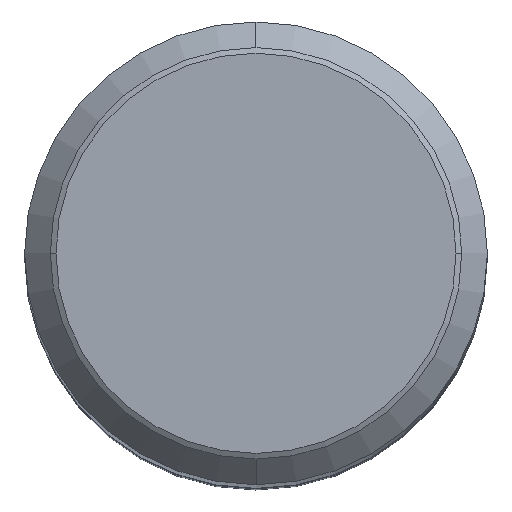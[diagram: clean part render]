
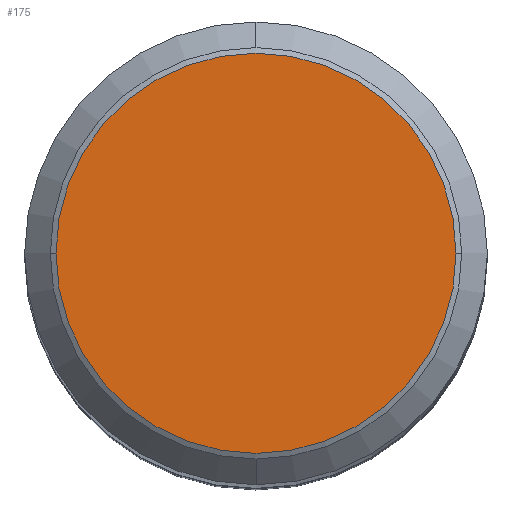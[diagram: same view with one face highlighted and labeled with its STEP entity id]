
A CAD part, top view. The second image highlights one B-rep face of the part: STEP entity #175.
In plain terms, the highlighted planar face has unit normal (0, 0, 1).
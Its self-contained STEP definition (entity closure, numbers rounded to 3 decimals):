
#175=ADVANCED_FACE('',(#373),#374,.T.);
#181=EDGE_CURVE('',#199,#219,#381,.T.);
#189=EDGE_CURVE('',#219,#199,#390,.T.);
#199=VERTEX_POINT('',#402);
#219=VERTEX_POINT('',#423);
#373=FACE_OUTER_BOUND('',#593,.T.);
#374=PLANE('',#594);
#381=CIRCLE('',#602,10.376);
#390=CIRCLE('',#615,10.376);
#402=CARTESIAN_POINT('',(10.376,0.,126.5));
#423=CARTESIAN_POINT('',(-10.376,0.,126.5));
#593=EDGE_LOOP('',(#862,#863));
#594=AXIS2_PLACEMENT_3D('',#864,#865,#866);
#602=AXIS2_PLACEMENT_3D('',#875,#876,#877);
#615=AXIS2_PLACEMENT_3D('',#888,#889,#890);
#862=ORIENTED_EDGE('',*,*,#189,.T.);
#863=ORIENTED_EDGE('',*,*,#181,.T.);
#864=CARTESIAN_POINT('',(0.,-5.25,126.5));
#865=DIRECTION('',(0.0,0.0,1.0));
#866=DIRECTION('',(0.,-1.0,0.0));
#875=CARTESIAN_POINT('',(0.,0.0,126.5));
#876=DIRECTION('',(0.0,0.0,1.0));
#877=DIRECTION('',(-1.0,0.,0.0));
#888=CARTESIAN_POINT('',(0.,0.0,126.5));
#889=DIRECTION('',(0.0,0.0,1.0));
#890=DIRECTION('',(-1.0,0.,0.0));
